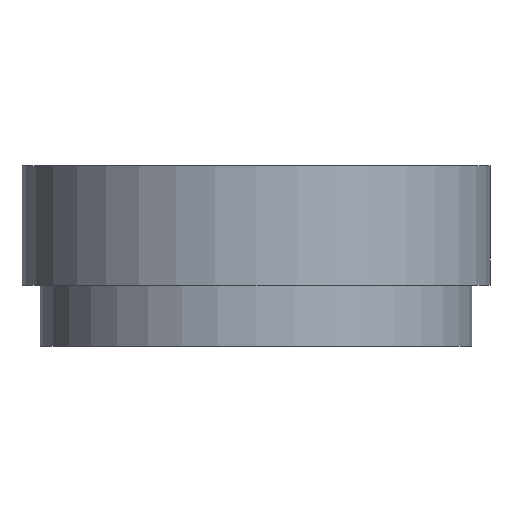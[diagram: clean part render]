
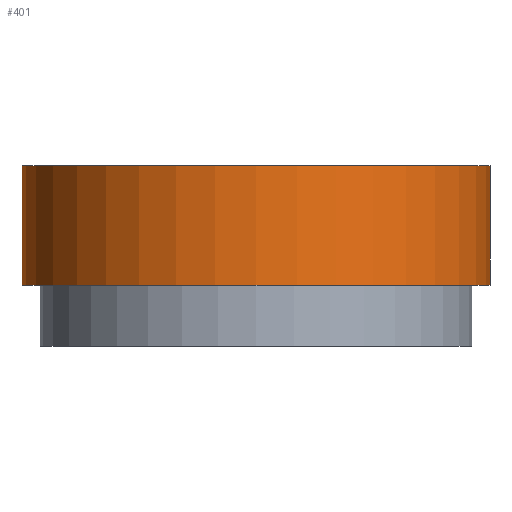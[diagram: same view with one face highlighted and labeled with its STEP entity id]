
A CAD part, front view. The second image highlights one B-rep face of the part: STEP entity #401.
In plain terms, the highlighted cylindrical face has radius 38.19 mm (diameter 76.38 mm), a partial arc.
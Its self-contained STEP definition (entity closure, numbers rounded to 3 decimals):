
#20 = AXIS2_PLACEMENT_3D ( 'NONE', #181, #245, #244 ) ;
#31 = LINE ( 'NONE', #160, #292 ) ;
#34 = CARTESIAN_POINT ( 'NONE',  ( -38.19, 0., 19.5 ) ) ;
#41 = FACE_OUTER_BOUND ( 'NONE', #139, .T. ) ;
#47 = VERTEX_POINT ( 'NONE', #83 ) ;
#48 = CARTESIAN_POINT ( 'NONE',  ( -38.19, 0., 0. ) ) ;
#59 = CARTESIAN_POINT ( 'NONE',  ( 38.19, 0., 0. ) ) ;
#69 = DIRECTION ( 'NONE',  ( 1., 0., 0. ) ) ;
#71 = CARTESIAN_POINT ( 'NONE',  ( 0., 0., 19.5 ) ) ;
#78 = DIRECTION ( 'NONE',  ( -1., 0., 0. ) ) ;
#79 = ORIENTED_EDGE ( 'NONE', *, *, #231, .F. ) ;
#83 = CARTESIAN_POINT ( 'NONE',  ( -38.19, 0., 19.5 ) ) ;
#99 = VERTEX_POINT ( 'NONE', #48 ) ;
#120 = AXIS2_PLACEMENT_3D ( 'NONE', #71, #174, #78 ) ;
#125 = VECTOR ( 'NONE', #324, 1000. ) ;
#129 = DIRECTION ( 'NONE',  ( 0., 0., -1. ) ) ;
#136 = ORIENTED_EDGE ( 'NONE', *, *, #154, .F. ) ;
#139 = EDGE_LOOP ( 'NONE', ( #79, #136, #270, #202 ) ) ;
#154 = EDGE_CURVE ( 'NONE', #47, #169, #261, .T. ) ;
#160 = CARTESIAN_POINT ( 'NONE',  ( 38.19, 0., 19.5 ) ) ;
#169 = VERTEX_POINT ( 'NONE', #308 ) ;
#174 = DIRECTION ( 'NONE',  ( 0., 0., -1. ) ) ;
#181 = CARTESIAN_POINT ( 'NONE',  ( 0., 0., 19.5 ) ) ;
#183 = CIRCLE ( 'NONE', #253, 38.19 ) ;
#198 = DIRECTION ( 'NONE',  ( 0., 0., 1. ) ) ;
#202 = ORIENTED_EDGE ( 'NONE', *, *, #340, .T. ) ;
#226 = CARTESIAN_POINT ( 'NONE',  ( 0., 0., 0. ) ) ;
#231 = EDGE_CURVE ( 'NONE', #169, #235, #31, .T. ) ;
#235 = VERTEX_POINT ( 'NONE', #59 ) ;
#244 = DIRECTION ( 'NONE',  ( 1., 0., 0. ) ) ;
#245 = DIRECTION ( 'NONE',  ( 0., 0., 1. ) ) ;
#253 = AXIS2_PLACEMENT_3D ( 'NONE', #226, #198, #69 ) ;
#261 = CIRCLE ( 'NONE', #20, 38.19 ) ;
#270 = ORIENTED_EDGE ( 'NONE', *, *, #346, .T. ) ;
#292 = VECTOR ( 'NONE', #129, 1000. ) ;
#308 = CARTESIAN_POINT ( 'NONE',  ( 38.19, 0., 19.5 ) ) ;
#324 = DIRECTION ( 'NONE',  ( 0., 0., -1. ) ) ;
#340 = EDGE_CURVE ( 'NONE', #99, #235, #183, .T. ) ;
#346 = EDGE_CURVE ( 'NONE', #47, #99, #382, .T. ) ;
#382 = LINE ( 'NONE', #34, #125 ) ;
#395 = CYLINDRICAL_SURFACE ( 'NONE', #120, 38.19 ) ;
#401 = ADVANCED_FACE ( 'NONE', ( #41 ), #395, .T. ) ;
